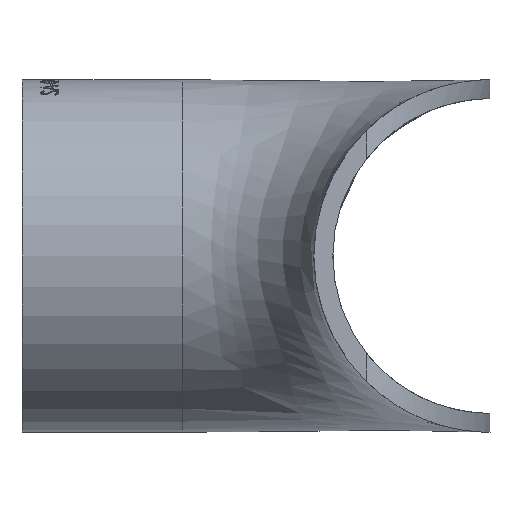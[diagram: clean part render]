
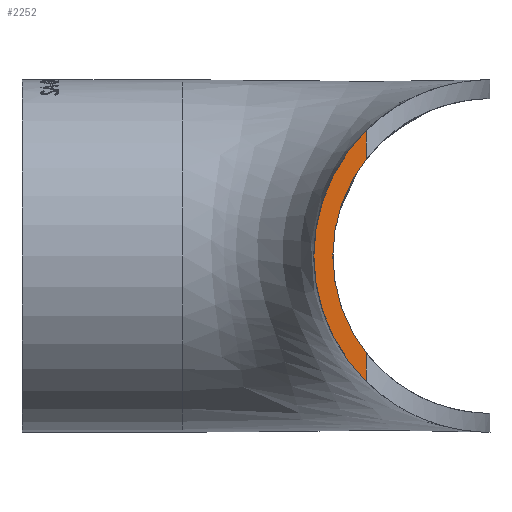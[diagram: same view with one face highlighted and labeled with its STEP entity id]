
A CAD part, left-side view. The second image highlights one B-rep face of the part: STEP entity #2252.
In plain terms, the highlighted planar face has unit normal (-1, 0, 0).
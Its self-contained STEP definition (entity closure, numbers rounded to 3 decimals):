
#650 = VECTOR ( 'NONE', #9463, 1000. ) ;
#1632 = DIRECTION ( 'NONE',  ( 0., 0., -1. ) ) ;
#2252 = ADVANCED_FACE ( 'NONE', ( #19075 ), #2361, .F. ) ;
#2361 = PLANE ( 'NONE',  #2908 ) ;
#2368 = VERTEX_POINT ( 'NONE', #14627 ) ;
#2648 = EDGE_CURVE ( 'NONE', #2368, #13996, #15298, .T. ) ;
#2908 = AXIS2_PLACEMENT_3D ( 'NONE', #15539, #4062, #20036 ) ;
#3206 = CARTESIAN_POINT ( 'NONE',  ( -42.5, 0., 0. ) ) ;
#3658 = CIRCLE ( 'NONE', #12283, 21.55 ) ;
#4062 = DIRECTION ( 'NONE',  ( 1., 0., 0. ) ) ;
#4442 = VERTEX_POINT ( 'NONE', #16122 ) ;
#4936 = LINE ( 'NONE', #17764, #650 ) ;
#6426 = DIRECTION ( 'NONE',  ( 1., 0., 0. ) ) ;
#6481 = CARTESIAN_POINT ( 'NONE',  ( -42.5, 16.991, -13.255 ) ) ;
#7132 = CARTESIAN_POINT ( 'NONE',  ( -42.5, 0., 0. ) ) ;
#8305 = EDGE_LOOP ( 'NONE', ( #12240, #13316, #20865, #9097 ) ) ;
#8467 = VECTOR ( 'NONE', #15238, 1000. ) ;
#9097 = ORIENTED_EDGE ( 'NONE', *, *, #18733, .F. ) ;
#9463 = DIRECTION ( 'NONE',  ( 0., 0., 1. ) ) ;
#10377 = DIRECTION ( 'NONE',  ( 0., 0., -1. ) ) ;
#11297 = CIRCLE ( 'NONE', #11658, 24.15 ) ;
#11658 = AXIS2_PLACEMENT_3D ( 'NONE', #7132, #20030, #10377 ) ;
#12240 = ORIENTED_EDGE ( 'NONE', *, *, #13914, .T. ) ;
#12283 = AXIS2_PLACEMENT_3D ( 'NONE', #3206, #6426, #1632 ) ;
#12649 = EDGE_CURVE ( 'NONE', #18077, #2368, #3658, .T. ) ;
#13316 = ORIENTED_EDGE ( 'NONE', *, *, #12649, .T. ) ;
#13914 = EDGE_CURVE ( 'NONE', #4442, #18077, #4936, .T. ) ;
#13996 = VERTEX_POINT ( 'NONE', #14618 ) ;
#14618 = CARTESIAN_POINT ( 'NONE',  ( -42.5, 16.991, 17.161 ) ) ;
#14627 = CARTESIAN_POINT ( 'NONE',  ( -42.5, 16.991, 13.255 ) ) ;
#15238 = DIRECTION ( 'NONE',  ( 0., 0., 1. ) ) ;
#15298 = LINE ( 'NONE', #19466, #8467 ) ;
#15539 = CARTESIAN_POINT ( 'NONE',  ( -42.5, 0., 0. ) ) ;
#16122 = CARTESIAN_POINT ( 'NONE',  ( -42.5, 16.991, -17.161 ) ) ;
#17764 = CARTESIAN_POINT ( 'NONE',  ( -42.5, 16.991, 24.696 ) ) ;
#18077 = VERTEX_POINT ( 'NONE', #6481 ) ;
#18733 = EDGE_CURVE ( 'NONE', #4442, #13996, #11297, .T. ) ;
#19075 = FACE_OUTER_BOUND ( 'NONE', #8305, .T. ) ;
#19466 = CARTESIAN_POINT ( 'NONE',  ( -42.5, 16.991, 24.696 ) ) ;
#20030 = DIRECTION ( 'NONE',  ( 1., 0., 0. ) ) ;
#20036 = DIRECTION ( 'NONE',  ( 0., 0., -1. ) ) ;
#20865 = ORIENTED_EDGE ( 'NONE', *, *, #2648, .T. ) ;
